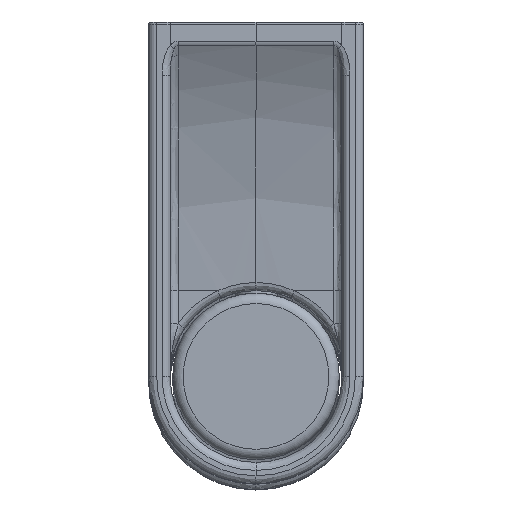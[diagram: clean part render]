
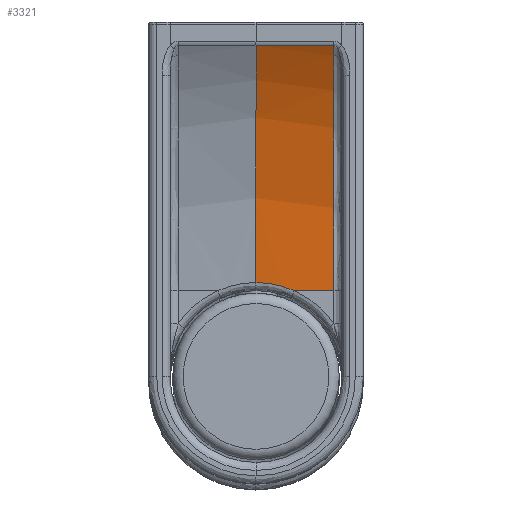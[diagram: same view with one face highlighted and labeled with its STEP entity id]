
A CAD part, top view. The second image highlights one B-rep face of the part: STEP entity #3321.
In plain terms, the highlighted free-form (B-spline) face has degree [3, 1] with [8, 2] control points.
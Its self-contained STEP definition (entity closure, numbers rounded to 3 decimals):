
#31=B_SPLINE_SURFACE_WITH_KNOTS('',3,1,((#5939,#5940),(#5941,#5942),(#5943,
#5944),(#5945,#5946),(#5947,#5948),(#5949,#5950),(#5951,#5952),(#5953,#5954)),
 .UNSPECIFIED.,.F.,.F.,.F.,(4,2,2,4),(2,2),(161.265,161.764,
162.015,162.265),(0.,0.99),.UNSPECIFIED.);
#464=FACE_OUTER_BOUND('',#664,.T.);
#664=EDGE_LOOP('',(#2518,#2519,#2520,#2521,#2522,#2523));
#804=B_SPLINE_CURVE_WITH_KNOTS('',3,(#5437,#5438,#5439,#5440),
 .UNSPECIFIED.,.F.,.F.,(4,4),(162.208,162.256),
 .UNSPECIFIED.);
#817=B_SPLINE_CURVE_WITH_KNOTS('',3,(#5813,#5814,#5815,#5816,#5817,#5818,
#5819,#5820),.UNSPECIFIED.,.F.,.F.,(4,2,2,4),(161.265,161.764,
162.015,162.208),.UNSPECIFIED.);
#821=B_SPLINE_CURVE_WITH_KNOTS('',3,(#5932,#5933,#5934,#5935,#5936,#5937),
 .UNSPECIFIED.,.F.,.F.,(4,2,4),(0.,1.746,3.493),
 .UNSPECIFIED.);
#822=B_SPLINE_CURVE_WITH_KNOTS('',3,(#5955,#5956,#5957,#5958,#5959,#5960,
#5961,#5962),.UNSPECIFIED.,.F.,.F.,(4,2,2,4),(161.296,161.764,
162.015,162.256),.UNSPECIFIED.);
#977=LINE('',#5717,#1194);
#981=LINE('',#5790,#1198);
#1194=VECTOR('',#4184,10.);
#1198=VECTOR('',#4204,10.);
#1408=VERTEX_POINT('',#5420);
#1410=VERTEX_POINT('',#5432);
#1469=VERTEX_POINT('',#5715);
#1470=VERTEX_POINT('',#5716);
#1479=VERTEX_POINT('',#5788);
#1484=VERTEX_POINT('',#5931);
#1768=EDGE_CURVE('',#1408,#1410,#804,.T.);
#1829=EDGE_CURVE('',#1469,#1470,#977,.T.);
#1842=EDGE_CURVE('',#1410,#1479,#981,.T.);
#1844=EDGE_CURVE('',#1469,#1408,#817,.T.);
#1857=EDGE_CURVE('',#1470,#1484,#821,.T.);
#1859=EDGE_CURVE('',#1484,#1479,#822,.T.);
#2518=ORIENTED_EDGE('',*,*,#1857,.F.);
#2519=ORIENTED_EDGE('',*,*,#1829,.F.);
#2520=ORIENTED_EDGE('',*,*,#1844,.T.);
#2521=ORIENTED_EDGE('',*,*,#1768,.T.);
#2522=ORIENTED_EDGE('',*,*,#1842,.T.);
#2523=ORIENTED_EDGE('',*,*,#1859,.F.);
#3321=ADVANCED_FACE('',(#464),#31,.T.);
#4184=DIRECTION('',(0.,1.,0.));
#4204=DIRECTION('',(0.,1.,0.));
#5420=CARTESIAN_POINT('',(22.622,-205.231,47.023));
#5432=CARTESIAN_POINT('',(23.172,-205.231,46.035));
#5437=CARTESIAN_POINT('Ctrl Pts',(22.622,-205.231,47.023));
#5438=CARTESIAN_POINT('Ctrl Pts',(22.8,-205.231,46.69));
#5439=CARTESIAN_POINT('Ctrl Pts',(22.983,-205.231,46.361));
#5440=CARTESIAN_POINT('Ctrl Pts',(23.172,-205.231,46.035));
#5715=CARTESIAN_POINT('',(17.779,-205.231,69.572));
#5716=CARTESIAN_POINT('',(17.779,-201.409,69.572));
#5717=CARTESIAN_POINT('',(17.779,-205.231,69.572));
#5788=CARTESIAN_POINT('',(23.172,-197.754,46.035));
#5790=CARTESIAN_POINT('',(23.172,-205.231,46.035));
#5813=CARTESIAN_POINT('Ctrl Pts',(17.779,-205.231,69.572));
#5814=CARTESIAN_POINT('Ctrl Pts',(17.814,-205.231,65.352));
#5815=CARTESIAN_POINT('Ctrl Pts',(18.179,-205.231,61.115));
#5816=CARTESIAN_POINT('Ctrl Pts',(19.493,-205.231,55.019));
#5817=CARTESIAN_POINT('Ctrl Pts',(20.059,-205.231,53.045));
#5818=CARTESIAN_POINT('Ctrl Pts',(21.297,-205.231,49.731));
#5819=CARTESIAN_POINT('Ctrl Pts',(21.916,-205.231,48.346));
#5820=CARTESIAN_POINT('Ctrl Pts',(22.622,-205.231,47.023));
#5931=CARTESIAN_POINT('',(17.789,-197.754,68.799));
#5932=CARTESIAN_POINT('Ctrl Pts',(17.779,-201.409,69.572));
#5933=CARTESIAN_POINT('Ctrl Pts',(17.781,-200.836,69.317));
#5934=CARTESIAN_POINT('Ctrl Pts',(17.784,-200.236,69.124));
#5935=CARTESIAN_POINT('Ctrl Pts',(17.788,-199.009,68.864));
#5936=CARTESIAN_POINT('Ctrl Pts',(17.789,-198.381,68.798));
#5937=CARTESIAN_POINT('Ctrl Pts',(17.789,-197.754,68.799));
#5939=CARTESIAN_POINT('Ctrl Pts',(17.779,-206.004,69.572));
#5940=CARTESIAN_POINT('Ctrl Pts',(17.779,-196.104,69.572));
#5941=CARTESIAN_POINT('Ctrl Pts',(17.814,-206.004,65.352));
#5942=CARTESIAN_POINT('Ctrl Pts',(17.814,-196.104,65.352));
#5943=CARTESIAN_POINT('Ctrl Pts',(18.179,-206.004,61.115));
#5944=CARTESIAN_POINT('Ctrl Pts',(18.179,-196.104,61.115));
#5945=CARTESIAN_POINT('Ctrl Pts',(19.493,-206.004,55.019));
#5946=CARTESIAN_POINT('Ctrl Pts',(19.493,-196.104,55.019));
#5947=CARTESIAN_POINT('Ctrl Pts',(20.059,-206.004,53.045));
#5948=CARTESIAN_POINT('Ctrl Pts',(20.059,-196.104,53.045));
#5949=CARTESIAN_POINT('Ctrl Pts',(21.459,-206.004,49.299));
#5950=CARTESIAN_POINT('Ctrl Pts',(21.459,-196.104,49.299));
#5951=CARTESIAN_POINT('Ctrl Pts',(22.294,-206.004,47.521));
#5952=CARTESIAN_POINT('Ctrl Pts',(22.294,-196.104,47.521));
#5953=CARTESIAN_POINT('Ctrl Pts',(23.279,-206.004,45.853));
#5954=CARTESIAN_POINT('Ctrl Pts',(23.279,-196.104,45.853));
#5955=CARTESIAN_POINT('Ctrl Pts',(17.789,-197.754,68.799));
#5956=CARTESIAN_POINT('Ctrl Pts',(17.861,-197.754,64.835));
#5957=CARTESIAN_POINT('Ctrl Pts',(18.233,-197.754,60.868));
#5958=CARTESIAN_POINT('Ctrl Pts',(19.493,-197.754,55.019));
#5959=CARTESIAN_POINT('Ctrl Pts',(20.059,-197.754,53.045));
#5960=CARTESIAN_POINT('Ctrl Pts',(21.433,-197.754,49.367));
#5961=CARTESIAN_POINT('Ctrl Pts',(22.234,-197.754,47.651));
#5962=CARTESIAN_POINT('Ctrl Pts',(23.172,-197.754,46.035));
